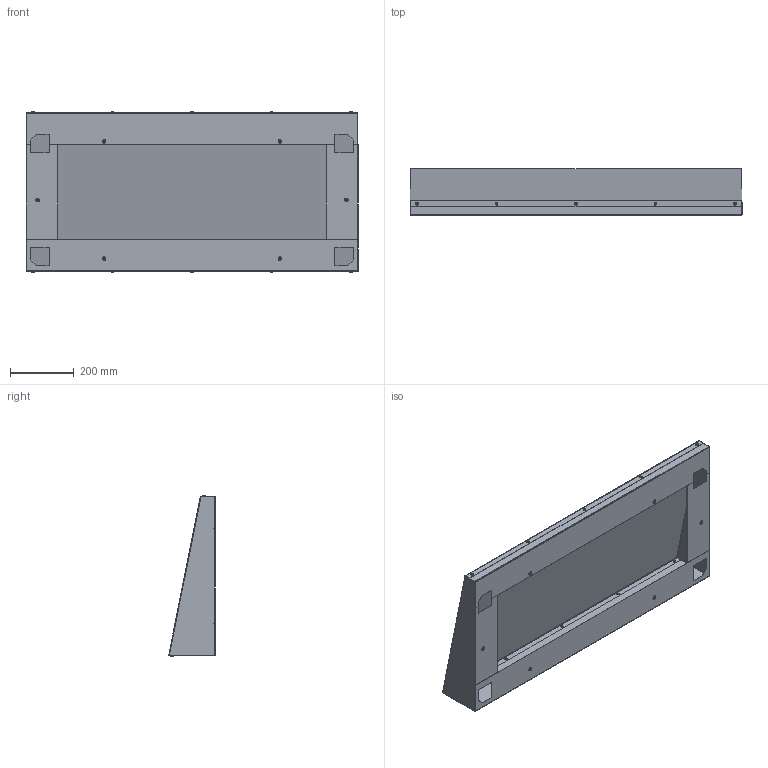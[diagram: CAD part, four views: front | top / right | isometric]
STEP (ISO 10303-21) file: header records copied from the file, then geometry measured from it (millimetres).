
FILE_DESCRIPTION (( 'STEP AP214' ), '1' );
FILE_NAME ('Êîçûðåê äëÿ FORT 1000õ400 EKF PROxima.STEP', '2020-11-17T08:53:18', ( '' ), ( '' ), 'SwSTEP 2.0', 'SolidWorks 2019', '' );
FILE_SCHEMA (( 'AUTOMOTIVE_DESIGN' ));
Length unit declared in the file: millimetre
Products named in the file (6): 倘-1622.00.00.002 鱼铍铌 镥疱漤栝_寛-1622.00.00.002; rivet 07_din_DIN 674-4x6-St-A-1.5; 倘-1622.00.00.003 鱼铍铌 玎漤栝_寛-1622.00.00.003; Êîçûðåê äëÿ FORT 1000õ400 EKF PROxima; 倘-1622.00.00.001 署赅_寛-1622.00.00.001-02; Çàêëåïêà-ãàéêà Ì6 óìåíüøåííûé áîðò
Assembly tree (19 placements, depth 2):
  Êîçûðåê äëÿ FORT 1000õ400 EKF PROxima
    倘-1622.00.00.001 署赅_寛-1622.00.00.001-02
    倘-1622.00.00.002 鱼铍铌 镥疱漤栝_寛-1622.00.00.002
    倘-1622.00.00.003 鱼铍铌 玎漤栝_寛-1622.00.00.003
    Çàêëåïêà-ãàéêà Ì6 óìåíüøåííûé áîðò  x6
    rivet 07_din_DIN 674-4x6-St-A-1.5  x10
Bounding box: 1040 x 145.87 x 504 mm (x, y, z)
Volume: 1109279.7 mm3; surface area: 2227248 mm2
Topology: 19 solids, 19 shells, 442 faces, 964 edges, 592 vertices
Faces by surface type: plane 154, cylinder 148, cone 84, sphere 40, torus 12, bspline 4
Entity records: 7052 total; most frequent: CARTESIAN_POINT 1324, DIRECTION 1182, ORIENTED_EDGE 1076, EDGE_CURVE 538, AXIS2_PLACEMENT_3D 414, LINE 354, VECTOR 354, VERTEX_POINT 332
